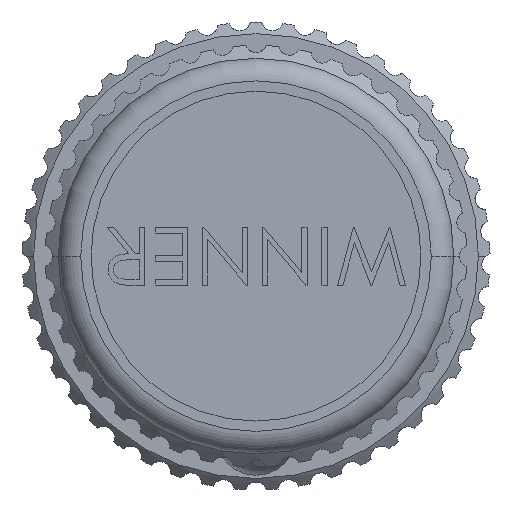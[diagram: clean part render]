
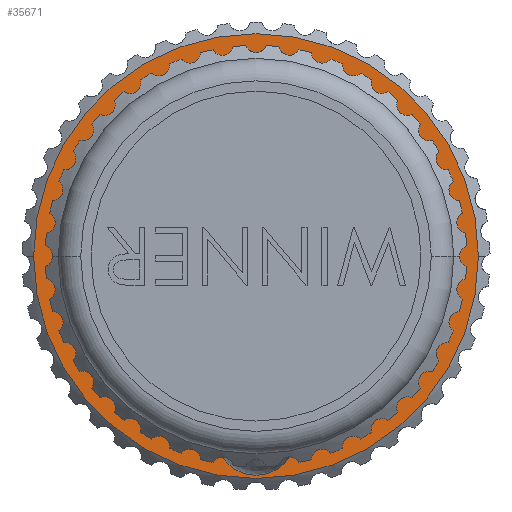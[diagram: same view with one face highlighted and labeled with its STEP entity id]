
A CAD part, left-side view. The second image highlights one B-rep face of the part: STEP entity #35671.
In plain terms, the highlighted planar face has unit normal (-1, 0, 0).
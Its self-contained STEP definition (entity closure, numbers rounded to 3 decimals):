
#2374 = FACE_OUTER_BOUND ( 'NONE', #54445, .T. ) ;
#6121 = CIRCLE ( 'NONE', #57250, 8.56 ) ;
#7159 = VERTEX_POINT ( 'NONE', #11058 ) ;
#8749 = DIRECTION ( 'NONE',  ( 0., 1., 0. ) ) ;
#8997 = EDGE_CURVE ( 'NONE', #23759, #51901, #88750, .T. ) ;
#11002 = DIRECTION ( 'NONE',  ( -1., 0., 0. ) ) ;
#11058 = CARTESIAN_POINT ( 'NONE',  ( -8.05, 15.3, 0. ) ) ;
#11194 = EDGE_LOOP ( 'NONE', ( #44840, #82196 ) ) ;
#12422 = EDGE_CURVE ( 'NONE', #36689, #7159, #100747, .T. ) ;
#14825 = CARTESIAN_POINT ( 'NONE',  ( -8.05, 0., 0. ) ) ;
#16521 = AXIS2_PLACEMENT_3D ( 'NONE', #71652, #31713, #8749 ) ;
#18395 = DIRECTION ( 'NONE',  ( 0., 1., 0. ) ) ;
#23759 = VERTEX_POINT ( 'NONE', #30795 ) ;
#24932 = DIRECTION ( 'NONE',  ( -1., 0., 0. ) ) ;
#26406 = CARTESIAN_POINT ( 'NONE',  ( -8.05, 8.56, 0. ) ) ;
#28965 = CARTESIAN_POINT ( 'NONE',  ( -8.05, -15.3, 0. ) ) ;
#30795 = CARTESIAN_POINT ( 'NONE',  ( -8.05, -8.56, 0. ) ) ;
#31713 = DIRECTION ( 'NONE',  ( -1., 0., 0. ) ) ;
#35403 = AXIS2_PLACEMENT_3D ( 'NONE', #56828, #11002, #49674 ) ;
#35671 = ADVANCED_FACE ( 'NONE', ( #80623, #2374 ), #78163, .T. ) ;
#36689 = VERTEX_POINT ( 'NONE', #28965 ) ;
#40163 = ORIENTED_EDGE ( 'NONE', *, *, #12422, .T. ) ;
#44840 = ORIENTED_EDGE ( 'NONE', *, *, #81272, .F. ) ;
#49674 = DIRECTION ( 'NONE',  ( 0., 1., 0. ) ) ;
#51901 = VERTEX_POINT ( 'NONE', #26406 ) ;
#53220 = DIRECTION ( 'NONE',  ( 0., 1., 0. ) ) ;
#54445 = EDGE_LOOP ( 'NONE', ( #40163, #88574 ) ) ;
#56828 = CARTESIAN_POINT ( 'NONE',  ( -8.05, 0., 0. ) ) ;
#57250 = AXIS2_PLACEMENT_3D ( 'NONE', #80300, #24932, #18395 ) ;
#59809 = AXIS2_PLACEMENT_3D ( 'NONE', #62110, #85997, #53220 ) ;
#62110 = CARTESIAN_POINT ( 'NONE',  ( -8.05, 0., 0. ) ) ;
#69533 = DIRECTION ( 'NONE',  ( -1., 0., 0. ) ) ;
#71652 = CARTESIAN_POINT ( 'NONE',  ( -8.05, 0., 0. ) ) ;
#76703 = DIRECTION ( 'NONE',  ( 0., 1., 0. ) ) ;
#78163 = PLANE ( 'NONE',  #59809 ) ;
#78902 = CIRCLE ( 'NONE', #35403, 15.3 ) ;
#80300 = CARTESIAN_POINT ( 'NONE',  ( -8.05, 0., 0. ) ) ;
#80623 = FACE_BOUND ( 'NONE', #11194, .T. ) ;
#81272 = EDGE_CURVE ( 'NONE', #51901, #23759, #6121, .T. ) ;
#82196 = ORIENTED_EDGE ( 'NONE', *, *, #8997, .F. ) ;
#85997 = DIRECTION ( 'NONE',  ( -1., 0., 0. ) ) ;
#88574 = ORIENTED_EDGE ( 'NONE', *, *, #95792, .T. ) ;
#88750 = CIRCLE ( 'NONE', #89153, 8.56 ) ;
#89153 = AXIS2_PLACEMENT_3D ( 'NONE', #14825, #69533, #76703 ) ;
#95792 = EDGE_CURVE ( 'NONE', #7159, #36689, #78902, .T. ) ;
#100747 = CIRCLE ( 'NONE', #16521, 15.3 ) ;
